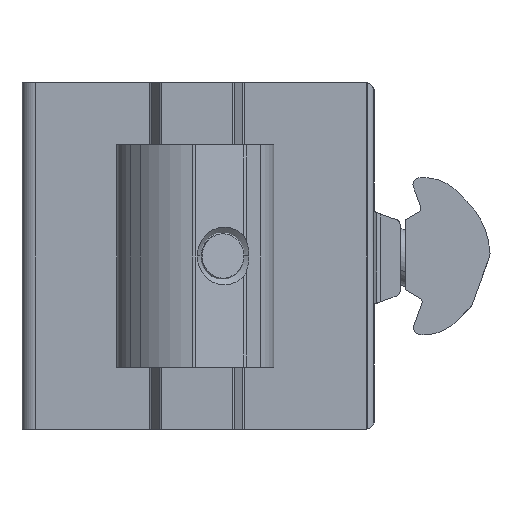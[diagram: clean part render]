
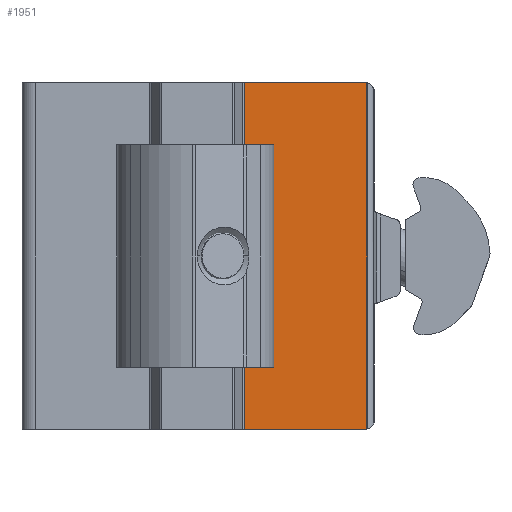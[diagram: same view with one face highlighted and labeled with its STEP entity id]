
A CAD part, left-side view. The second image highlights one B-rep face of the part: STEP entity #1951.
In plain terms, the highlighted planar face has unit normal (-1, 0, 0).
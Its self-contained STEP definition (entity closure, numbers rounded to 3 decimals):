
#8 = CARTESIAN_POINT ( 'NONE',  ( 0., 4.434, 0. ) ) ;
#126 = CARTESIAN_POINT ( 'NONE',  ( 0., 4.5, -38. ) ) ;
#184 = VERTEX_POINT ( 'NONE', #8 ) ;
#260 = CARTESIAN_POINT ( 'NONE',  ( 0., 4.5, -1. ) ) ;
#500 = EDGE_CURVE ( 'NONE', #2893, #5739, #4809, .T. ) ;
#556 = VECTOR ( 'NONE', #3519, 1000. ) ;
#567 = LINE ( 'NONE', #2295, #1356 ) ;
#1140 = CARTESIAN_POINT ( 'NONE',  ( 0., 4.368, -39. ) ) ;
#1197 = CARTESIAN_POINT ( 'NONE',  ( 0., 18.075, -39. ) ) ;
#1207 = VECTOR ( 'NONE', #1344, 1000. ) ;
#1249 = ORIENTED_EDGE ( 'NONE', *, *, #500, .F. ) ;
#1344 = DIRECTION ( 'NONE',  ( 0., 0.991, -0.131 ) ) ;
#1356 = VECTOR ( 'NONE', #5490, 1000. ) ;
#1400 = LINE ( 'NONE', #2121, #1547 ) ;
#1426 = ORIENTED_EDGE ( 'NONE', *, *, #5808, .F. ) ;
#1448 = VERTEX_POINT ( 'NONE', #3860 ) ;
#1541 = ORIENTED_EDGE ( 'NONE', *, *, #2368, .F. ) ;
#1547 = VECTOR ( 'NONE', #5320, 1000. ) ;
#1570 = LINE ( 'NONE', #1140, #1715 ) ;
#1697 = EDGE_CURVE ( 'NONE', #4891, #1448, #5434, .T. ) ;
#1705 = DIRECTION ( 'NONE',  ( 1., 0., 0. ) ) ;
#1715 = VECTOR ( 'NONE', #5240, 1000. ) ;
#1899 = ORIENTED_EDGE ( 'NONE', *, *, #3971, .F. ) ;
#1951 = ADVANCED_FACE ( 'NONE', ( #3369 ), #3021, .F. ) ;
#2092 = DIRECTION ( 'NONE',  ( 0., 1., 0. ) ) ;
#2121 = CARTESIAN_POINT ( 'NONE',  ( 0., 6., 0.206 ) ) ;
#2295 = CARTESIAN_POINT ( 'NONE',  ( 0., 18.075, 0. ) ) ;
#2365 = DIRECTION ( 'NONE',  ( 0., 1., 0. ) ) ;
#2368 = EDGE_CURVE ( 'NONE', #5718, #5864, #4022, .T. ) ;
#2463 = VECTOR ( 'NONE', #2975, 1000. ) ;
#2493 = CARTESIAN_POINT ( 'NONE',  ( 0., 4.369, -0.009 ) ) ;
#2558 = EDGE_CURVE ( 'NONE', #184, #5607, #567, .T. ) ;
#2579 = DIRECTION ( 'NONE',  ( 0., 1., 0. ) ) ;
#2586 = CARTESIAN_POINT ( 'NONE',  ( 0., 18.075, -39. ) ) ;
#2689 = EDGE_LOOP ( 'NONE', ( #4272, #1899, #1249, #4601, #3032, #3249, #1541, #1426 ) ) ;
#2690 = CARTESIAN_POINT ( 'NONE',  ( 0., 4.368, -0.009 ) ) ;
#2893 = VERTEX_POINT ( 'NONE', #5274 ) ;
#2975 = DIRECTION ( 'NONE',  ( 0., 1., 0. ) ) ;
#3021 = PLANE ( 'NONE',  #5636 ) ;
#3032 = ORIENTED_EDGE ( 'NONE', *, *, #1697, .F. ) ;
#3071 = LINE ( 'NONE', #3498, #556 ) ;
#3249 = ORIENTED_EDGE ( 'NONE', *, *, #4288, .T. ) ;
#3327 = DIRECTION ( 'NONE',  ( 1., 0., 0. ) ) ;
#3369 = FACE_OUTER_BOUND ( 'NONE', #2689, .T. ) ;
#3396 = AXIS2_PLACEMENT_3D ( 'NONE', #260, #5309, #2579 ) ;
#3498 = CARTESIAN_POINT ( 'NONE',  ( 0., 18.075, -39. ) ) ;
#3519 = DIRECTION ( 'NONE',  ( 0., 0., 1. ) ) ;
#3585 = EDGE_CURVE ( 'NONE', #1448, #2893, #5420, .T. ) ;
#3860 = CARTESIAN_POINT ( 'NONE',  ( 0., 4.369, -38.991 ) ) ;
#3971 = EDGE_CURVE ( 'NONE', #5739, #5607, #3071, .T. ) ;
#4022 = CIRCLE ( 'NONE', #3396, 1. ) ;
#4272 = ORIENTED_EDGE ( 'NONE', *, *, #2558, .T. ) ;
#4283 = CARTESIAN_POINT ( 'NONE',  ( 0., 18.075, 0. ) ) ;
#4288 = EDGE_CURVE ( 'NONE', #4891, #5864, #1570, .T. ) ;
#4361 = CARTESIAN_POINT ( 'NONE',  ( 0., 18.075, -39. ) ) ;
#4550 = AXIS2_PLACEMENT_3D ( 'NONE', #126, #3327, #2365 ) ;
#4601 = ORIENTED_EDGE ( 'NONE', *, *, #3585, .F. ) ;
#4809 = LINE ( 'NONE', #4361, #2463 ) ;
#4891 = VERTEX_POINT ( 'NONE', #5370 ) ;
#4985 = CARTESIAN_POINT ( 'NONE',  ( 0., 4.369, -38.991 ) ) ;
#5240 = DIRECTION ( 'NONE',  ( 0., 0., 1. ) ) ;
#5274 = CARTESIAN_POINT ( 'NONE',  ( 0., 4.434, -39. ) ) ;
#5309 = DIRECTION ( 'NONE',  ( 1., 0., 0. ) ) ;
#5320 = DIRECTION ( 'NONE',  ( 0., -0.991, -0.131 ) ) ;
#5370 = CARTESIAN_POINT ( 'NONE',  ( 0., 4.368, -38.991 ) ) ;
#5420 = LINE ( 'NONE', #4985, #1207 ) ;
#5434 = CIRCLE ( 'NONE', #4550, 1. ) ;
#5490 = DIRECTION ( 'NONE',  ( 0., 1., 0. ) ) ;
#5607 = VERTEX_POINT ( 'NONE', #4283 ) ;
#5636 = AXIS2_PLACEMENT_3D ( 'NONE', #1197, #1705, #2092 ) ;
#5718 = VERTEX_POINT ( 'NONE', #2493 ) ;
#5739 = VERTEX_POINT ( 'NONE', #2586 ) ;
#5808 = EDGE_CURVE ( 'NONE', #184, #5718, #1400, .T. ) ;
#5864 = VERTEX_POINT ( 'NONE', #2690 ) ;
